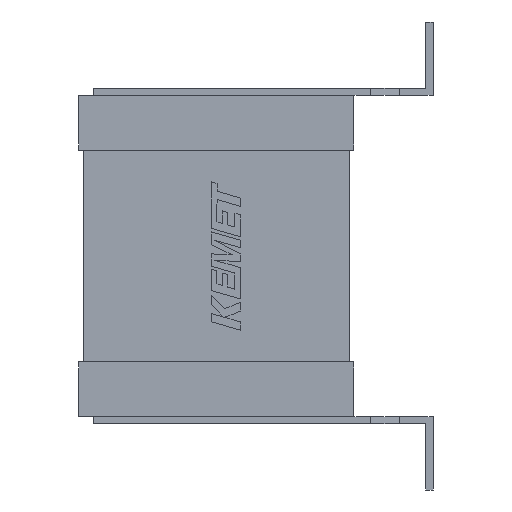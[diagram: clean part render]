
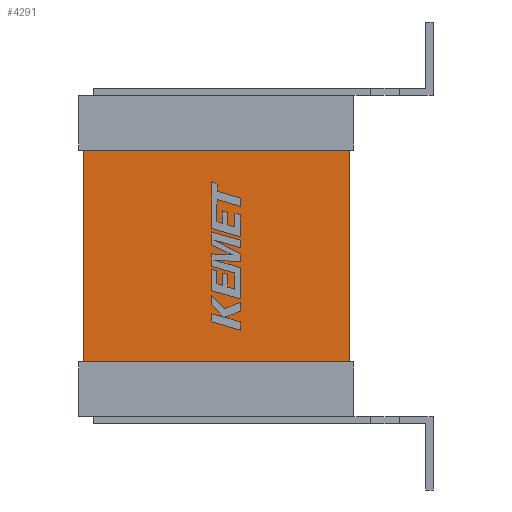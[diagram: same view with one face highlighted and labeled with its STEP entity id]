
A CAD part, left-side view. The second image highlights one B-rep face of the part: STEP entity #4291.
In plain terms, the highlighted planar face has unit normal (-1, 0, 0).
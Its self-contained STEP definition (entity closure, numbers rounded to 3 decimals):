
#199 = CARTESIAN_POINT ( 'NONE',  ( 0.1, 0., 0. ) ) ;
#205 = AXIS2_PLACEMENT_3D ( 'NONE', #199, #6740, #3164 ) ;
#414 = CARTESIAN_POINT ( 'NONE',  ( 0.1, 0.1, -5.547 ) ) ;
#677 = EDGE_CURVE ( 'NONE', #6421, #1961, #2733, .T. ) ;
#734 = VECTOR ( 'NONE', #6481, 1000. ) ;
#911 = PLANE ( 'NONE',  #205 ) ;
#1348 = EDGE_CURVE ( 'NONE', #1961, #5739, #4097, .T. ) ;
#1482 = CARTESIAN_POINT ( 'NONE',  ( 0.1, 5.623, -5.547 ) ) ;
#1506 = EDGE_LOOP ( 'NONE', ( #5731, #6297, #7553, #7277 ) ) ;
#1961 = VERTEX_POINT ( 'NONE', #4271 ) ;
#2733 = LINE ( 'NONE', #8722, #6365 ) ;
#3164 = DIRECTION ( 'NONE',  ( 0., 0., 1. ) ) ;
#3295 = VERTEX_POINT ( 'NONE', #8082 ) ;
#3550 = FACE_OUTER_BOUND ( 'NONE', #1506, .T. ) ;
#3703 = CARTESIAN_POINT ( 'NONE',  ( 0.1, 0.1, -5.547 ) ) ;
#4097 = LINE ( 'NONE', #1482, #9319 ) ;
#4271 = CARTESIAN_POINT ( 'NONE',  ( 0.1, 5.623, -5.547 ) ) ;
#4291 = ADVANCED_FACE ( 'NONE', ( #3550 ), #911, .F. ) ;
#4588 = LINE ( 'NONE', #3703, #734 ) ;
#4988 = CARTESIAN_POINT ( 'NONE',  ( 0.1, 5.723, -1.138 ) ) ;
#5174 = EDGE_CURVE ( 'NONE', #5739, #3295, #7948, .T. ) ;
#5695 = DIRECTION ( 'NONE',  ( 0., -1., 0. ) ) ;
#5731 = ORIENTED_EDGE ( 'NONE', *, *, #6770, .T. ) ;
#5739 = VERTEX_POINT ( 'NONE', #9093 ) ;
#6297 = ORIENTED_EDGE ( 'NONE', *, *, #5174, .F. ) ;
#6365 = VECTOR ( 'NONE', #7233, 1000. ) ;
#6421 = VERTEX_POINT ( 'NONE', #414 ) ;
#6481 = DIRECTION ( 'NONE',  ( 0., 0., 1. ) ) ;
#6740 = DIRECTION ( 'NONE',  ( 1., 0., 0. ) ) ;
#6770 = EDGE_CURVE ( 'NONE', #6421, #3295, #4588, .T. ) ;
#7233 = DIRECTION ( 'NONE',  ( 0., 1., 0. ) ) ;
#7277 = ORIENTED_EDGE ( 'NONE', *, *, #677, .F. ) ;
#7553 = ORIENTED_EDGE ( 'NONE', *, *, #1348, .F. ) ;
#7948 = LINE ( 'NONE', #4988, #9185 ) ;
#8082 = CARTESIAN_POINT ( 'NONE',  ( 0.1, 0.1, -1.138 ) ) ;
#8107 = DIRECTION ( 'NONE',  ( 0., 0., 1. ) ) ;
#8722 = CARTESIAN_POINT ( 'NONE',  ( 0.1, 5.723, -5.547 ) ) ;
#9093 = CARTESIAN_POINT ( 'NONE',  ( 0.1, 5.623, -1.138 ) ) ;
#9185 = VECTOR ( 'NONE', #5695, 1000. ) ;
#9319 = VECTOR ( 'NONE', #8107, 1000. ) ;
